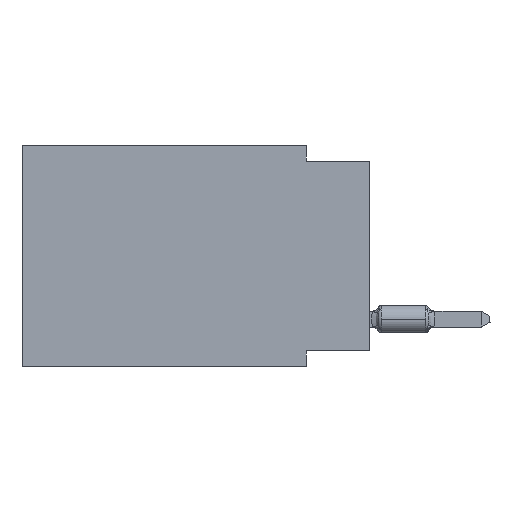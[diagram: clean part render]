
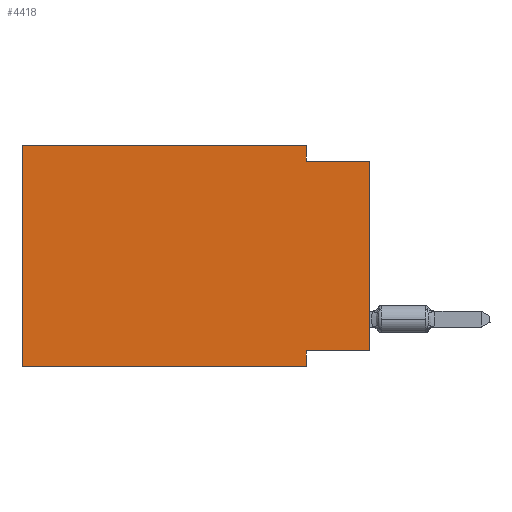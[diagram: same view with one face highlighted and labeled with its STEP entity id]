
A CAD part, left-side view. The second image highlights one B-rep face of the part: STEP entity #4418.
In plain terms, the highlighted planar face has unit normal (-1, 0, 0).
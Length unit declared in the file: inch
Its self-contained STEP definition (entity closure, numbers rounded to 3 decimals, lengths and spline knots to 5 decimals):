
#17 = CARTESIAN_POINT ( 'NONE',  ( 0., 0., 0. ) ) ;
#853 = LINE ( 'NONE', #13908, #6417 ) ;
#1017 = VECTOR ( 'NONE', #16947, 39.37008 ) ;
#1086 = ORIENTED_EDGE ( 'NONE', *, *, #4151, .F. ) ;
#1411 = EDGE_CURVE ( 'NONE', #22308, #14706, #13067, .T. ) ;
#1594 = DIRECTION ( 'NONE',  ( 0., 0., 1. ) ) ;
#1947 = VECTOR ( 'NONE', #2075, 39.37008 ) ;
#2075 = DIRECTION ( 'NONE',  ( 0., 0., -1. ) ) ;
#2431 = VECTOR ( 'NONE', #1594, 39.37008 ) ;
#2541 = CARTESIAN_POINT ( 'NONE',  ( 0., 0.1, 0. ) ) ;
#2819 = DIRECTION ( 'NONE',  ( 0., 1., 0. ) ) ;
#3000 = EDGE_CURVE ( 'NONE', #4835, #20003, #17572, .T. ) ;
#3342 = CARTESIAN_POINT ( 'NONE',  ( 0., 0.1, -0.35 ) ) ;
#3424 = CARTESIAN_POINT ( 'NONE',  ( 0., 0.55, -0.35 ) ) ;
#3481 = VECTOR ( 'NONE', #18987, 39.37008 ) ;
#4077 = EDGE_CURVE ( 'NONE', #18620, #18999, #16123, .T. ) ;
#4151 = EDGE_CURVE ( 'NONE', #20003, #18999, #9330, .T. ) ;
#4418 = ADVANCED_FACE ( 'NONE', ( #6770 ), #12579, .F. ) ;
#4597 = VERTEX_POINT ( 'NONE', #11467 ) ;
#4835 = VERTEX_POINT ( 'NONE', #12428 ) ;
#5080 = DIRECTION ( 'NONE',  ( 0., 0., -1. ) ) ;
#5217 = LINE ( 'NONE', #17, #2431 ) ;
#5418 = VECTOR ( 'NONE', #23484, 39.37008 ) ;
#5472 = CARTESIAN_POINT ( 'NONE',  ( 0., 0., -0.025 ) ) ;
#5816 = VERTEX_POINT ( 'NONE', #17171 ) ;
#6187 = AXIS2_PLACEMENT_3D ( 'NONE', #12700, #23456, #5080 ) ;
#6417 = VECTOR ( 'NONE', #9917, 39.37008 ) ;
#6770 = FACE_OUTER_BOUND ( 'NONE', #17608, .T. ) ;
#7021 = CARTESIAN_POINT ( 'NONE',  ( 0., 0.55, -0.35 ) ) ;
#7035 = EDGE_CURVE ( 'NONE', #18620, #5816, #15243, .T. ) ;
#7618 = CARTESIAN_POINT ( 'NONE',  ( 0., 0.1, 0. ) ) ;
#7669 = ORIENTED_EDGE ( 'NONE', *, *, #7035, .F. ) ;
#9330 = LINE ( 'NONE', #22737, #1947 ) ;
#9917 = DIRECTION ( 'NONE',  ( 0., -1., 0. ) ) ;
#10863 = CARTESIAN_POINT ( 'NONE',  ( 0., 0., -0.325 ) ) ;
#11467 = CARTESIAN_POINT ( 'NONE',  ( 0., 0., -0.025 ) ) ;
#11661 = ORIENTED_EDGE ( 'NONE', *, *, #20552, .F. ) ;
#12428 = CARTESIAN_POINT ( 'NONE',  ( 0., 0., -0.325 ) ) ;
#12579 = PLANE ( 'NONE',  #6187 ) ;
#12700 = CARTESIAN_POINT ( 'NONE',  ( 0., 0.55, 0. ) ) ;
#12861 = DIRECTION ( 'NONE',  ( 0., -1., 0. ) ) ;
#13067 = LINE ( 'NONE', #7618, #1017 ) ;
#13427 = ORIENTED_EDGE ( 'NONE', *, *, #3000, .F. ) ;
#13908 = CARTESIAN_POINT ( 'NONE',  ( 0., 0.55, 0. ) ) ;
#14524 = VECTOR ( 'NONE', #12861, 39.37008 ) ;
#14706 = VERTEX_POINT ( 'NONE', #21332 ) ;
#15243 = LINE ( 'NONE', #19099, #3481 ) ;
#16123 = LINE ( 'NONE', #3424, #5418 ) ;
#16337 = VECTOR ( 'NONE', #2819, 39.37008 ) ;
#16947 = DIRECTION ( 'NONE',  ( 0., 0., -1. ) ) ;
#17133 = EDGE_CURVE ( 'NONE', #4835, #4597, #5217, .T. ) ;
#17171 = CARTESIAN_POINT ( 'NONE',  ( 0., 0.55, 0. ) ) ;
#17498 = CARTESIAN_POINT ( 'NONE',  ( 0., 0.1, -0.325 ) ) ;
#17572 = LINE ( 'NONE', #10863, #16337 ) ;
#17608 = EDGE_LOOP ( 'NONE', ( #18918, #11661, #21684, #21595, #7669, #18205, #1086, #13427 ) ) ;
#18205 = ORIENTED_EDGE ( 'NONE', *, *, #4077, .T. ) ;
#18420 = LINE ( 'NONE', #5472, #14524 ) ;
#18620 = VERTEX_POINT ( 'NONE', #7021 ) ;
#18918 = ORIENTED_EDGE ( 'NONE', *, *, #17133, .T. ) ;
#18987 = DIRECTION ( 'NONE',  ( 0., 0., 1. ) ) ;
#18999 = VERTEX_POINT ( 'NONE', #3342 ) ;
#19099 = CARTESIAN_POINT ( 'NONE',  ( 0., 0.55, 0. ) ) ;
#20003 = VERTEX_POINT ( 'NONE', #17498 ) ;
#20552 = EDGE_CURVE ( 'NONE', #14706, #4597, #18420, .T. ) ;
#21332 = CARTESIAN_POINT ( 'NONE',  ( 0., 0.1, -0.025 ) ) ;
#21595 = ORIENTED_EDGE ( 'NONE', *, *, #23239, .F. ) ;
#21684 = ORIENTED_EDGE ( 'NONE', *, *, #1411, .F. ) ;
#22308 = VERTEX_POINT ( 'NONE', #2541 ) ;
#22737 = CARTESIAN_POINT ( 'NONE',  ( 0., 0.1, -0.35 ) ) ;
#23239 = EDGE_CURVE ( 'NONE', #5816, #22308, #853, .T. ) ;
#23456 = DIRECTION ( 'NONE',  ( 1., 0., 0. ) ) ;
#23484 = DIRECTION ( 'NONE',  ( 0., -1., 0. ) ) ;
